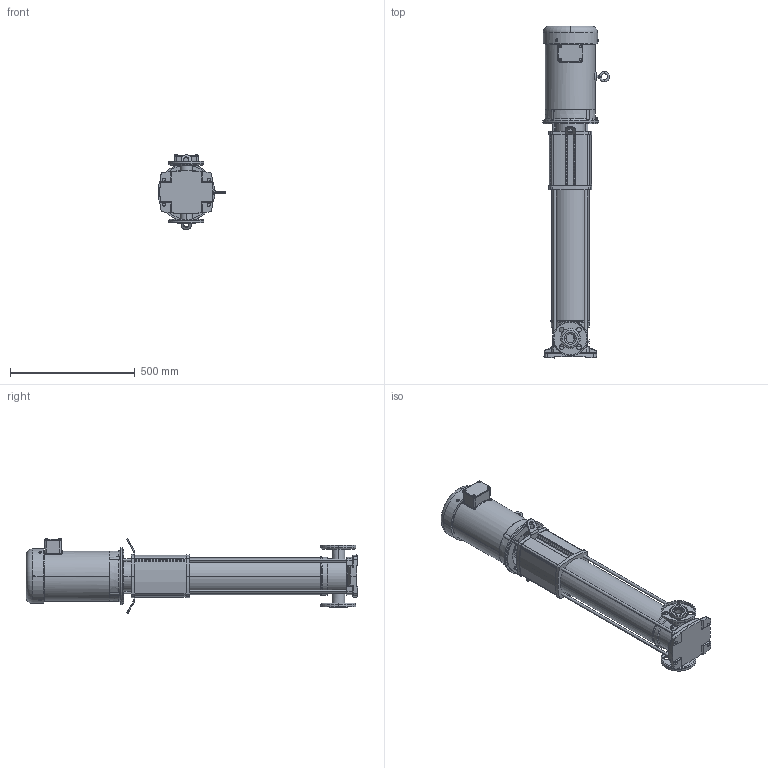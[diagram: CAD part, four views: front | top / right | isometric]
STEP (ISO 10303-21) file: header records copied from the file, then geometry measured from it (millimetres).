
FILE_DESCRIPTION (( 'STEP AP203' ), '1' );
FILE_NAME ('HELIX V30-12_575V.step', '2017-10-26T18:02:41', ( '' ), ( '' ), 'SwSTEP 2.0', 'SolidWorks 2017', '' );
FILE_SCHEMA (( 'CONFIG_CONTROL_DESIGN' ));
Length unit declared in the file: inch
Products named in the file (6): HELIX V30-12_575V; socket head cap screw_ai_HX-SHCS 0.375-16x1.75x1.25-N; ANSI Flange 1.25 IN; BALDOR NEMA V2 7.5HP; Helix Base 10-30; HELIX V30-12
Assembly tree (9 placements, depth 2):
  HELIX V30-12_575V
    HELIX V30-12
    ANSI Flange 1.25 IN  x2
    Helix Base 10-30
    BALDOR NEMA V2 7.5HP
    socket head cap screw_ai_HX-SHCS 0.375-16x1.75x1.25-N  x4
Bounding box: 268.88 x 1331.49 x 301.54 mm (x, y, z)
Volume: 28149118.3 mm3; surface area: 1532444.6 mm2
Topology: 21 solids, 21 shells, 2490 faces, 6490 edges, 4225 vertices
Faces by surface type: plane 1370, cylinder 739, cone 128, sphere 99, torus 86, bspline 68
Entity records: 78796 total; most frequent: CARTESIAN_POINT 18128, DIRECTION 12644, ORIENTED_EDGE 12404, EDGE_CURVE 6202, AXIS2_PLACEMENT_3D 4479, VERTEX_POINT 4060, LINE 3686, VECTOR 3686
